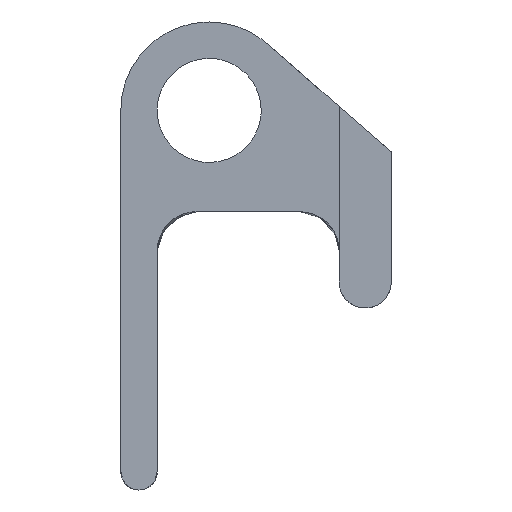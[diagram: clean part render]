
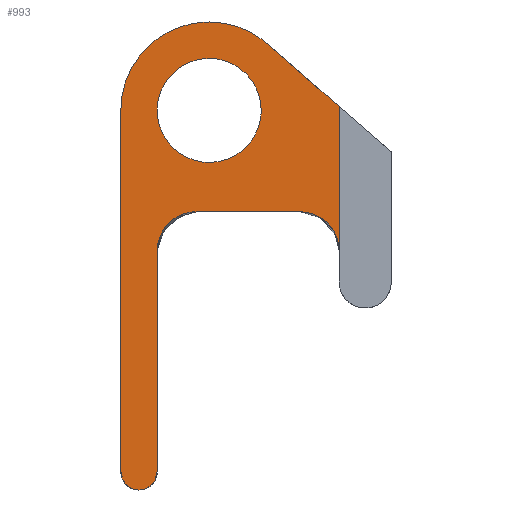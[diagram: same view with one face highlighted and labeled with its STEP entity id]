
A CAD part, left-side view. The second image highlights one B-rep face of the part: STEP entity #993.
In plain terms, the highlighted free-form (B-spline) face has degree [1, 1] with [2, 2] control points.
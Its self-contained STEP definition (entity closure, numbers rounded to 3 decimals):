
#958 = VERTEX_POINT('',#959);
#959 = CARTESIAN_POINT('',(-15.095,-3.867,
    11.774));
#975 = VERTEX_POINT('',#976);
#976 = CARTESIAN_POINT('',(-15.095,-2.333,
    12.35));
#981 = EDGE_CURVE('',#975,#958,#982,.T.);
#982 = ( BOUNDED_CURVE() B_SPLINE_CURVE(2,(#983,#984,#985),
.UNSPECIFIED.,.F.,.F.) B_SPLINE_CURVE_WITH_KNOTS((3,3),(0.,
0.718),.PIECEWISE_BEZIER_KNOTS.) CURVE() 
GEOMETRIC_REPRESENTATION_ITEM() RATIONAL_B_SPLINE_CURVE((1.,
0.936,1.)) REPRESENTATION_ITEM('') );
#983 = CARTESIAN_POINT('',(-15.095,-2.333,
    12.35));
#984 = CARTESIAN_POINT('',(-15.095,-3.208,
    12.35));
#985 = CARTESIAN_POINT('',(-15.095,-3.867,
    11.774));
#993 = ADVANCED_FACE('',(#994,#1070),#1084,.F.);
#994 = FACE_BOUND('',#995,.T.);
#995 = EDGE_LOOP('',(#996,#1005,#1013,#1021,#1028,#1036,#1043,#1051,
    #1058,#1063,#1064));
#996 = ORIENTED_EDGE('',*,*,#997,.F.);
#997 = EDGE_CURVE('',#998,#1000,#1002,.T.);
#998 = VERTEX_POINT('',#999);
#999 = CARTESIAN_POINT('',(-15.095,0.,0.48));
#1000 = VERTEX_POINT('',#1001);
#1001 = CARTESIAN_POINT('',(-15.095,0.,10.017));
#1002 = B_SPLINE_CURVE_WITH_KNOTS('',1,(#1003,#1004),.UNSPECIFIED.,.F.,
  .F.,(2,2),(0.,6.95),.PIECEWISE_BEZIER_KNOTS.);
#1003 = CARTESIAN_POINT('',(-15.095,0.,0.48));
#1004 = CARTESIAN_POINT('',(-15.095,0.,
    10.017));
#1005 = ORIENTED_EDGE('',*,*,#1006,.T.);
#1006 = EDGE_CURVE('',#998,#1007,#1009,.T.);
#1007 = VERTEX_POINT('',#1008);
#1008 = CARTESIAN_POINT('',(-15.095,-0.48,
    0.));
#1009 = ( BOUNDED_CURVE() B_SPLINE_CURVE(2,(#1010,#1011,#1012),
.UNSPECIFIED.,.F.,.F.) B_SPLINE_CURVE_WITH_KNOTS((3,3),(1.571,
3.142),.PIECEWISE_BEZIER_KNOTS.) CURVE() 
GEOMETRIC_REPRESENTATION_ITEM() RATIONAL_B_SPLINE_CURVE((1.,
0.707,1.)) REPRESENTATION_ITEM('') );
#1010 = CARTESIAN_POINT('',(-15.095,0.,0.48));
#1011 = CARTESIAN_POINT('',(-15.095,0.,0.));
#1012 = CARTESIAN_POINT('',(-15.095,-0.48,0.));
#1013 = ORIENTED_EDGE('',*,*,#1014,.T.);
#1014 = EDGE_CURVE('',#1007,#1015,#1017,.T.);
#1015 = VERTEX_POINT('',#1016);
#1016 = CARTESIAN_POINT('',(-15.095,-0.961,
    0.48));
#1017 = ( BOUNDED_CURVE() B_SPLINE_CURVE(2,(#1018,#1019,#1020),
.UNSPECIFIED.,.F.,.F.) B_SPLINE_CURVE_WITH_KNOTS((3,3),(3.142,
4.712),.PIECEWISE_BEZIER_KNOTS.) CURVE() 
GEOMETRIC_REPRESENTATION_ITEM() RATIONAL_B_SPLINE_CURVE((1.,
0.707,1.)) REPRESENTATION_ITEM('') );
#1018 = CARTESIAN_POINT('',(-15.095,-0.48,0.));
#1019 = CARTESIAN_POINT('',(-15.095,-0.961,0.));
#1020 = CARTESIAN_POINT('',(-15.095,-0.961,
    0.48));
#1021 = ORIENTED_EDGE('',*,*,#1022,.T.);
#1022 = EDGE_CURVE('',#1015,#1023,#1025,.T.);
#1023 = VERTEX_POINT('',#1024);
#1024 = CARTESIAN_POINT('',(-15.095,-0.961,
    6.312));
#1025 = B_SPLINE_CURVE_WITH_KNOTS('',1,(#1026,#1027),.UNSPECIFIED.,.F.,
  .F.,(2,2),(0.,4.25),.PIECEWISE_BEZIER_KNOTS.);
#1026 = CARTESIAN_POINT('',(-15.095,-0.961,
    0.48));
#1027 = CARTESIAN_POINT('',(-15.095,-0.961,
    6.312));
#1028 = ORIENTED_EDGE('',*,*,#1029,.T.);
#1029 = EDGE_CURVE('',#1023,#1030,#1032,.T.);
#1030 = VERTEX_POINT('',#1031);
#1031 = CARTESIAN_POINT('',(-15.095,-1.99,
    7.342));
#1032 = ( BOUNDED_CURVE() B_SPLINE_CURVE(2,(#1033,#1034,#1035),
.UNSPECIFIED.,.F.,.F.) B_SPLINE_CURVE_WITH_KNOTS((3,3),(4.712,
6.283),.PIECEWISE_BEZIER_KNOTS.) CURVE() 
GEOMETRIC_REPRESENTATION_ITEM() RATIONAL_B_SPLINE_CURVE((1.,
0.707,1.)) REPRESENTATION_ITEM('') );
#1033 = CARTESIAN_POINT('',(-15.095,-0.961,
    6.312));
#1034 = CARTESIAN_POINT('',(-15.095,-0.961,
    7.342));
#1035 = CARTESIAN_POINT('',(-15.095,-1.99,
    7.342));
#1036 = ORIENTED_EDGE('',*,*,#1037,.T.);
#1037 = EDGE_CURVE('',#1030,#1038,#1040,.T.);
#1038 = VERTEX_POINT('',#1039);
#1039 = CARTESIAN_POINT('',(-15.095,-4.734,
    7.342));
#1040 = B_SPLINE_CURVE_WITH_KNOTS('',1,(#1041,#1042),.UNSPECIFIED.,.F.,
  .F.,(2,2),(0.,2.),.PIECEWISE_BEZIER_KNOTS.);
#1041 = CARTESIAN_POINT('',(-15.095,-1.99,
    7.342));
#1042 = CARTESIAN_POINT('',(-15.095,-4.734,
    7.342));
#1043 = ORIENTED_EDGE('',*,*,#1044,.T.);
#1044 = EDGE_CURVE('',#1038,#1045,#1047,.T.);
#1045 = VERTEX_POINT('',#1046);
#1046 = CARTESIAN_POINT('',(-15.095,-5.763,
    6.312));
#1047 = ( BOUNDED_CURVE() B_SPLINE_CURVE(2,(#1048,#1049,#1050),
.UNSPECIFIED.,.F.,.F.) B_SPLINE_CURVE_WITH_KNOTS((3,3),(0.,
1.571),.PIECEWISE_BEZIER_KNOTS.) CURVE() 
GEOMETRIC_REPRESENTATION_ITEM() RATIONAL_B_SPLINE_CURVE((1.,
0.707,1.)) REPRESENTATION_ITEM('') );
#1048 = CARTESIAN_POINT('',(-15.095,-4.734,
    7.342));
#1049 = CARTESIAN_POINT('',(-15.095,-5.763,
    7.342));
#1050 = CARTESIAN_POINT('',(-15.095,-5.763,
    6.312));
#1051 = ORIENTED_EDGE('',*,*,#1052,.T.);
#1052 = EDGE_CURVE('',#1045,#1053,#1055,.T.);
#1053 = VERTEX_POINT('',#1054);
#1054 = CARTESIAN_POINT('',(-15.095,-5.763,
    10.118));
#1055 = B_SPLINE_CURVE_WITH_KNOTS('',1,(#1056,#1057),.UNSPECIFIED.,.F.,
  .F.,(2,2),(0.6,3.373),.PIECEWISE_BEZIER_KNOTS.);
#1056 = CARTESIAN_POINT('',(-15.095,-5.763,
    6.312));
#1057 = CARTESIAN_POINT('',(-15.095,-5.763,
    10.118));
#1058 = ORIENTED_EDGE('',*,*,#1059,.F.);
#1059 = EDGE_CURVE('',#958,#1053,#1060,.T.);
#1060 = B_SPLINE_CURVE_WITH_KNOTS('',1,(#1061,#1062),.UNSPECIFIED.,.F.,
  .F.,(2,2),(0.,1.835),.PIECEWISE_BEZIER_KNOTS.);
#1061 = CARTESIAN_POINT('',(-15.095,-3.867,
    11.774));
#1062 = CARTESIAN_POINT('',(-15.095,-5.763,
    10.118));
#1063 = ORIENTED_EDGE('',*,*,#981,.F.);
#1064 = ORIENTED_EDGE('',*,*,#1065,.F.);
#1065 = EDGE_CURVE('',#1000,#975,#1066,.T.);
#1066 = ( BOUNDED_CURVE() B_SPLINE_CURVE(2,(#1067,#1068,#1069),
.UNSPECIFIED.,.F.,.F.) B_SPLINE_CURVE_WITH_KNOTS((3,3),(4.712,
6.283),.PIECEWISE_BEZIER_KNOTS.) CURVE() 
GEOMETRIC_REPRESENTATION_ITEM() RATIONAL_B_SPLINE_CURVE((1.,
0.707,1.)) REPRESENTATION_ITEM('') );
#1067 = CARTESIAN_POINT('',(-15.095,0.,10.017));
#1068 = CARTESIAN_POINT('',(-15.095,0.,
    12.35));
#1069 = CARTESIAN_POINT('',(-15.095,-2.333,
    12.35));
#1070 = FACE_BOUND('',#1071,.T.);
#1071 = EDGE_LOOP('',(#1072));
#1072 = ORIENTED_EDGE('',*,*,#1073,.T.);
#1073 = EDGE_CURVE('',#1074,#1074,#1076,.T.);
#1074 = VERTEX_POINT('',#1075);
#1075 = CARTESIAN_POINT('',(-15.095,-2.333,
    11.39));
#1076 = ( BOUNDED_CURVE() B_SPLINE_CURVE(2,(#1077,#1078,#1079,#1080,
#1081,#1082,#1083),.UNSPECIFIED.,.T.,.F.) B_SPLINE_CURVE_WITH_KNOTS((1,2
    ,2,2,2,1),(-2.094,0.,2.094,4.189,
6.283,8.378),.UNSPECIFIED.) CURVE() 
GEOMETRIC_REPRESENTATION_ITEM() RATIONAL_B_SPLINE_CURVE((1.,0.5,1.,0.5,
1.,0.5,1.)) REPRESENTATION_ITEM('') );
#1077 = CARTESIAN_POINT('',(-15.095,-2.333,
    11.39));
#1078 = CARTESIAN_POINT('',(-15.095,-4.71,
    11.39));
#1079 = CARTESIAN_POINT('',(-15.095,-3.521,
    9.331));
#1080 = CARTESIAN_POINT('',(-15.095,-2.333,
    7.273));
#1081 = CARTESIAN_POINT('',(-15.095,-1.144,
    9.331));
#1082 = CARTESIAN_POINT('',(-15.095,0.044,
    11.39));
#1083 = CARTESIAN_POINT('',(-15.095,-2.333,
    11.39));
#1084 = B_SPLINE_SURFACE_WITH_KNOTS('',1,1,(
    (#1085,#1086)
    ,(#1087,#1088
    )),.UNSPECIFIED.,.F.,.F.,.F.,(2,2),(2,2),(-9.,
    0.),(-4.2,0.),
  .PIECEWISE_BEZIER_KNOTS.);
#1085 = CARTESIAN_POINT('',(-15.095,-5.763,
    12.35));
#1086 = CARTESIAN_POINT('',(-15.095,0.,
    12.35));
#1087 = CARTESIAN_POINT('',(-15.095,-5.763,
    0.));
#1088 = CARTESIAN_POINT('',(-15.095,0.,
    0.));
